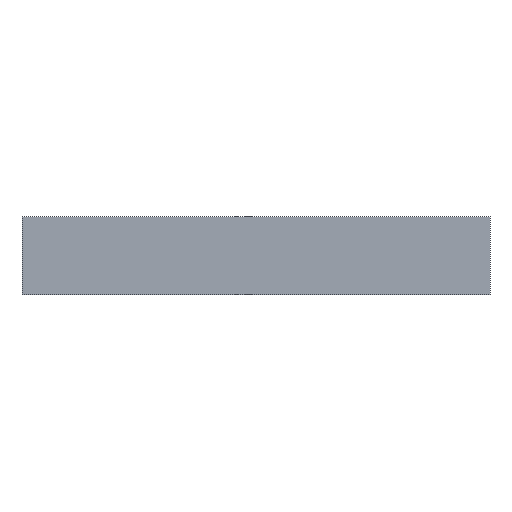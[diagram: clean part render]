
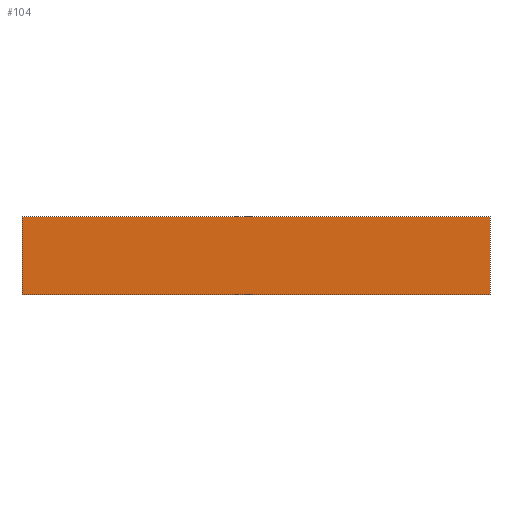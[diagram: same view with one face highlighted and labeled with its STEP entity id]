
A CAD part, front view. The second image highlights one B-rep face of the part: STEP entity #104.
In plain terms, the highlighted planar face has unit normal (0, -1, 0).
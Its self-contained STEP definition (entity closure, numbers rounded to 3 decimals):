
#17 = CARTESIAN_POINT ( 'NONE',  ( 30., 0., 5. ) ) ;
#20 = LINE ( 'NONE', #64, #200 ) ;
#27 = ORIENTED_EDGE ( 'NONE', *, *, #127, .F. ) ;
#34 = ORIENTED_EDGE ( 'NONE', *, *, #176, .F. ) ;
#36 = VERTEX_POINT ( 'NONE', #60 ) ;
#37 = PLANE ( 'NONE',  #103 ) ;
#45 = CARTESIAN_POINT ( 'NONE',  ( 0., 0., 0. ) ) ;
#49 = DIRECTION ( 'NONE',  ( 1., 0., 0. ) ) ;
#54 = LINE ( 'NONE', #17, #166 ) ;
#57 = DIRECTION ( 'NONE',  ( -1., 0., 0. ) ) ;
#60 = CARTESIAN_POINT ( 'NONE',  ( 30., 0., 5. ) ) ;
#62 = CARTESIAN_POINT ( 'NONE',  ( 0., 0., 5. ) ) ;
#64 = CARTESIAN_POINT ( 'NONE',  ( 30., 0., 0. ) ) ;
#67 = LINE ( 'NONE', #62, #209 ) ;
#69 = VERTEX_POINT ( 'NONE', #105 ) ;
#70 = ORIENTED_EDGE ( 'NONE', *, *, #116, .F. ) ;
#90 = DIRECTION ( 'NONE',  ( 0., 0., 1. ) ) ;
#93 = DIRECTION ( 'NONE',  ( 0., 1., 0. ) ) ;
#103 = AXIS2_PLACEMENT_3D ( 'NONE', #45, #93, #49 ) ;
#104 = ADVANCED_FACE ( 'NONE', ( #123 ), #37, .F. ) ;
#105 = CARTESIAN_POINT ( 'NONE',  ( 30., 0., 0. ) ) ;
#108 = VECTOR ( 'NONE', #90, 1000. ) ;
#109 = LINE ( 'NONE', #189, #108 ) ;
#112 = VERTEX_POINT ( 'NONE', #131 ) ;
#116 = EDGE_CURVE ( 'NONE', #112, #175, #109, .T. ) ;
#123 = FACE_OUTER_BOUND ( 'NONE', #212, .T. ) ;
#127 = EDGE_CURVE ( 'NONE', #36, #69, #54, .T. ) ;
#131 = CARTESIAN_POINT ( 'NONE',  ( 0., 0., 0. ) ) ;
#139 = DIRECTION ( 'NONE',  ( 0., 0., -1. ) ) ;
#144 = DIRECTION ( 'NONE',  ( 1., 0., 0. ) ) ;
#166 = VECTOR ( 'NONE', #139, 1000. ) ;
#175 = VERTEX_POINT ( 'NONE', #235 ) ;
#176 = EDGE_CURVE ( 'NONE', #175, #36, #67, .T. ) ;
#189 = CARTESIAN_POINT ( 'NONE',  ( 0., 0., 0. ) ) ;
#194 = EDGE_CURVE ( 'NONE', #69, #112, #20, .T. ) ;
#200 = VECTOR ( 'NONE', #57, 1000. ) ;
#209 = VECTOR ( 'NONE', #144, 1000. ) ;
#212 = EDGE_LOOP ( 'NONE', ( #70, #229, #27, #34 ) ) ;
#229 = ORIENTED_EDGE ( 'NONE', *, *, #194, .F. ) ;
#235 = CARTESIAN_POINT ( 'NONE',  ( 0., 0., 5. ) ) ;
